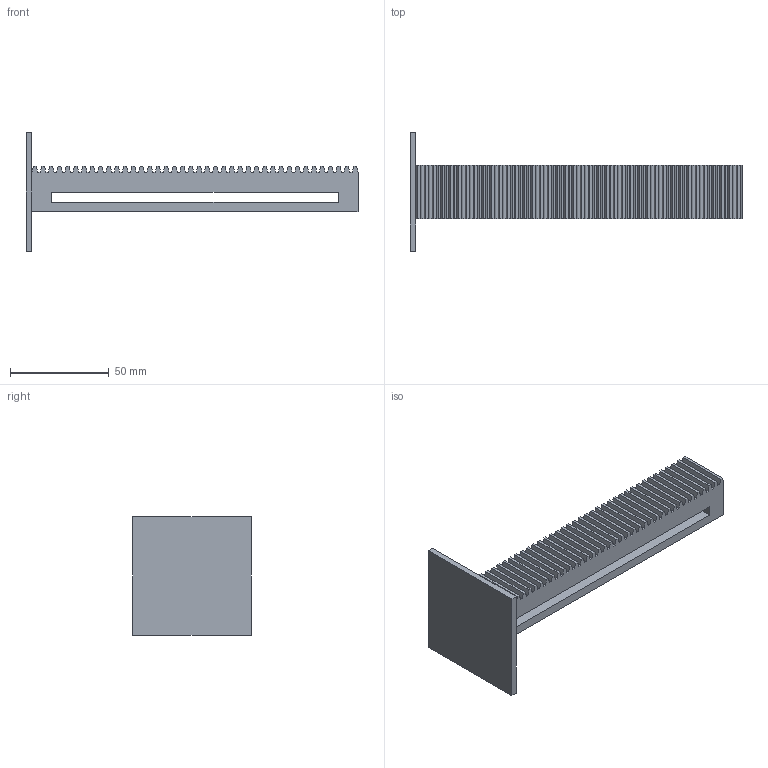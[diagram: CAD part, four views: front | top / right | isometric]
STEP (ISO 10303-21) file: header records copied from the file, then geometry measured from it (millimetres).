
FILE_DESCRIPTION(/* description */ (''),/* implementation_level */ '2;1');
FILE_NAME(/* name */ 'final_rack_base v2.step',/* time_stamp */ '2025-07-18T16:40:36Z',/* author */ (''),/* organization */ (''),/* preprocessor_version */ 'ST-DEVELOPER v20.1',/* originating_system */ 'Autodesk Translation Framework v14.10.0.0',/* authorisation */ '');
FILE_SCHEMA (('AUTOMOTIVE_DESIGN { 1 0 10303 214 3 1 1 }'));
Length unit declared in the file: millimetre
Products named in the file (1): final_rack_base
Bounding box: 168.28 x 60 x 60 mm (x, y, z)
Volume: 87023.2 mm3; surface area: 35597.8 mm2
Topology: 1 solids, 1 shells, 173 faces, 510 edges, 340 vertices
Faces by surface type: plane 173
Entity records: 5681 total; most frequent: CARTESIAN_POINT 1024, ORIENTED_EDGE 1020, DIRECTION 858, LINE 510, VECTOR 510, EDGE_CURVE 510, VERTEX_POINT 340, EDGE_LOOP 176
